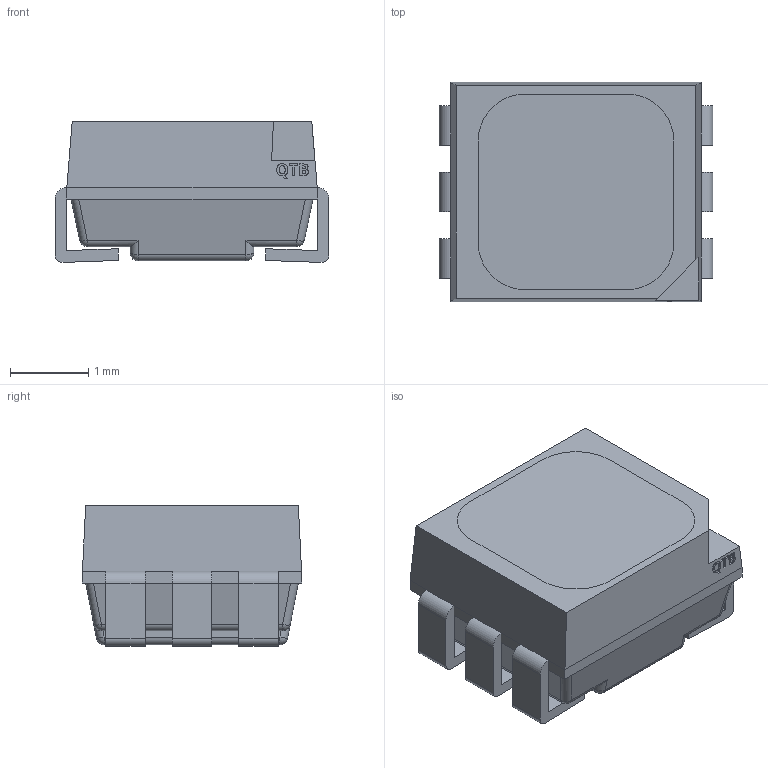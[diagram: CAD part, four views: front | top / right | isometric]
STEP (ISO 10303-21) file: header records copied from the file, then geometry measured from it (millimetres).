
FILE_DESCRIPTION(/* description */ (''),/* implementation_level */ '2;1');
FILE_NAME(/* name */ '5fab12a4d744430f5427557c',/* time_stamp */ '2020-11-10T22:22:29+00:00',/* author */ (''),/* organization */ (''),/* preprocessor_version */ 'ST-DEVELOPER v16.7',/* originating_system */ $,/* authorisation */ $);
FILE_SCHEMA (('AUTOMOTIVE_DESIGN {1 0 10303 214 3 1 1}'));
Length unit declared in the file: metre
Products named in the file (6): QBLP680-RGB1; Part 4; Part 5; Part 2; Part 1; Part 3
Assembly tree (5 placements, depth 2):
  QBLP680-RGB1
    Part 4
    Part 5
    Part 2
    Part 1
    Part 3
Bounding box: 3.5 x 2.8 x 1.8 mm (x, y, z)
Volume: 14.5 mm3; surface area: 89.4 mm2
Topology: 5 solids, 5 shells, 206 faces, 545 edges, 338 vertices
Faces by surface type: plane 129, cylinder 32, bspline 29, cone 8, sphere 8
Full cylindrical faces by diameter (mm): 0.45 x1, 0.9 x1
Entity records: 6495 total; most frequent: CARTESIAN_POINT 1433, ORIENTED_EDGE 1070, DIRECTION 923, EDGE_CURVE 535, LINE 397, VECTOR 397, VERTEX_POINT 338, AXIS2_PLACEMENT_3D 263
